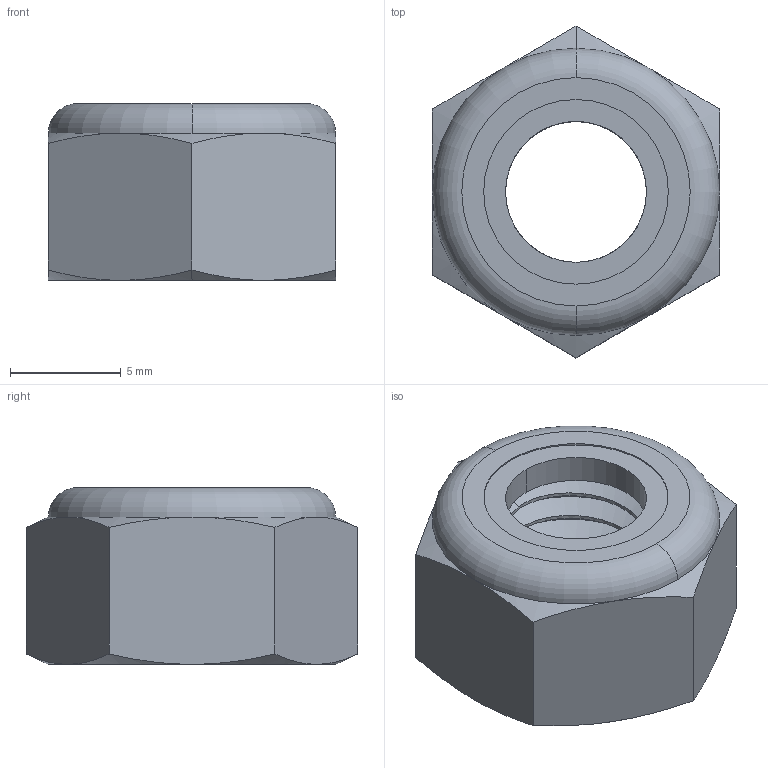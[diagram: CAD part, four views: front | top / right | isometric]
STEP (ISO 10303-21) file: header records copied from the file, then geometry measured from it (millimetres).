
FILE_DESCRIPTION (( 'STEP AP203' ), '1' );
FILE_NAME ('90576A117_Medium-Strength Steel Nylon-Insert Locknut.STEP', '2021-09-20T19:45:33', ( 'Administrator' ), ( 'Managed by Terraform' ), 'SwSTEP 2.0', 'SolidWorks 2017', '' );
FILE_SCHEMA (( 'CONFIG_CONTROL_DESIGN' ));
Length unit declared in the file: millimetre
Products named in the file (1): 90576A117_Medium-Strength Steel Nylon-Insert Locknut
Bounding box: 13 x 15.01 x 8 mm (x, y, z)
Volume: 813.7 mm3; surface area: 1207.9 mm2
Topology: 2 solids, 2 shells, 55 faces, 135 edges, 86 vertices
Faces by surface type: cone 18, cylinder 16, plane 12, torus 6, bspline 3
Entity records: 2958 total; most frequent: CARTESIAN_POINT 1702, ORIENTED_EDGE 270, DIRECTION 221, EDGE_CURVE 135, AXIS2_PLACEMENT_3D 97, VERTEX_POINT 86, EDGE_LOOP 61, FACE_OUTER_BOUND 55
